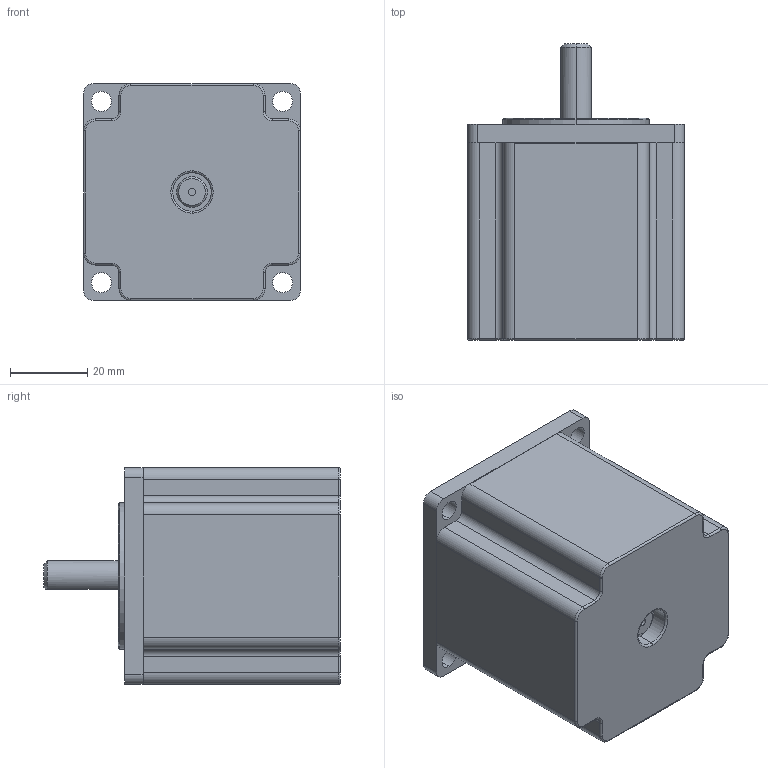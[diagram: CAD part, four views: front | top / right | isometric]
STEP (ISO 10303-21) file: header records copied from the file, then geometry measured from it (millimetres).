
FILE_DESCRIPTION (( 'STEP AP214' ), '1' );
FILE_NAME ('57BYG Stepper Motor祭輛萇儂.step', '2016-10-28T07:03:41', ( 'dell' ), ( '' ), 'SwSTEP 2.0', 'SolidWorks 2013', '' );
FILE_SCHEMA (( 'AUTOMOTIVE_DESIGN' ));
Length unit declared in the file: millimetre
Products named in the file (1): 57BYG Stepper Motor祭輛萇儂
Bounding box: 56.3 x 77 x 56.3 mm (x, y, z)
Volume: 161447 mm3; surface area: 19217.8 mm2
Topology: 1 solids, 1 shells, 126 faces, 291 edges, 173 vertices
Faces by surface type: plane 50, cylinder 48, torus 14, cone 14
Entity records: 4290 total; most frequent: DIRECTION 671, CARTESIAN_POINT 603, ORIENTED_EDGE 582, EDGE_CURVE 291, AXIS2_PLACEMENT_3D 255, VERTEX_POINT 173, LINE 161, VECTOR 161
